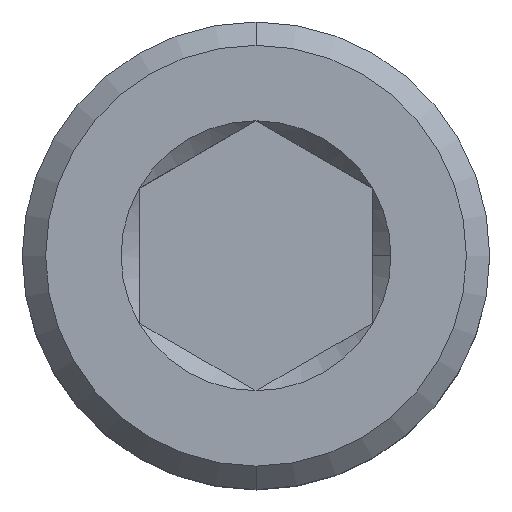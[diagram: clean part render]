
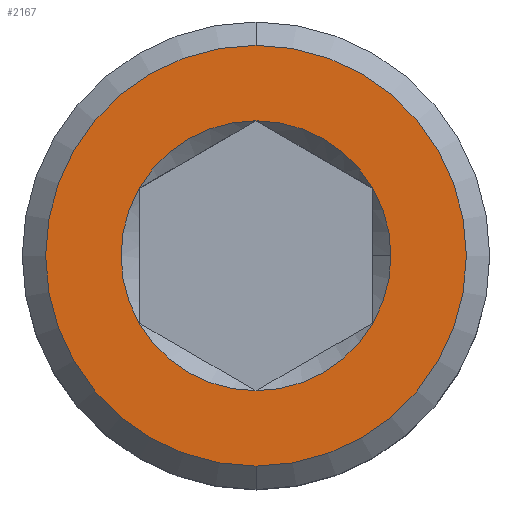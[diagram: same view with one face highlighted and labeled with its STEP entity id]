
A CAD part, top view. The second image highlights one B-rep face of the part: STEP entity #2167.
In plain terms, the highlighted planar face has unit normal (0, 0, 1).
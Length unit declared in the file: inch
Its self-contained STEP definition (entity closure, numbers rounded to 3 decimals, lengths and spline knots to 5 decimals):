
#24 = DIRECTION ( 'NONE',  ( 0., 1., 0. ) ) ;
#274 = DIRECTION ( 'NONE',  ( 0., 1., 0. ) ) ;
#397 = AXIS2_PLACEMENT_3D ( 'NONE', #6946, #5227, #7521 ) ;
#568 = DIRECTION ( 'NONE',  ( 1., 0., 0. ) ) ;
#635 = CIRCLE ( 'NONE', #4033, 0.10825 ) ;
#778 = DIRECTION ( 'NONE',  ( 0., 0., 1. ) ) ;
#790 = DIRECTION ( 'NONE',  ( 0., 0., 1. ) ) ;
#851 = VERTEX_POINT ( 'NONE', #7275 ) ;
#1025 = FACE_BOUND ( 'NONE', #4682, .T. ) ;
#1157 = DIRECTION ( 'NONE',  ( 0., 0., 1. ) ) ;
#1181 = VERTEX_POINT ( 'NONE', #5626 ) ;
#1273 = DIRECTION ( 'NONE',  ( 0., 1., 0. ) ) ;
#1278 = DIRECTION ( 'NONE',  ( 0., 0., -1. ) ) ;
#1301 = DIRECTION ( 'NONE',  ( 0., 0., 1. ) ) ;
#1313 = CARTESIAN_POINT ( 'NONE',  ( 0., 0., 1. ) ) ;
#1341 = CARTESIAN_POINT ( 'NONE',  ( 0., -0.10825, 1. ) ) ;
#1377 = ORIENTED_EDGE ( 'NONE', *, *, #3973, .F. ) ;
#1676 = EDGE_CURVE ( 'NONE', #851, #5009, #4854, .T. ) ;
#1712 = AXIS2_PLACEMENT_3D ( 'NONE', #1313, #778, #4256 ) ;
#1759 = CIRCLE ( 'NONE', #4700, 0.10825 ) ;
#1821 = VERTEX_POINT ( 'NONE', #6111 ) ;
#1880 = CARTESIAN_POINT ( 'NONE',  ( 0., 0., 1. ) ) ;
#1935 = CARTESIAN_POINT ( 'NONE',  ( 0., 0., 1. ) ) ;
#2017 = AXIS2_PLACEMENT_3D ( 'NONE', #5513, #3780, #274 ) ;
#2053 = AXIS2_PLACEMENT_3D ( 'NONE', #1880, #1301, #5351 ) ;
#2148 = AXIS2_PLACEMENT_3D ( 'NONE', #1935, #5989, #6624 ) ;
#2167 = ADVANCED_FACE ( 'NONE', ( #5229, #1025 ), #3016, .F. ) ;
#2388 = DIRECTION ( 'NONE',  ( 1., 0., 0. ) ) ;
#2404 = EDGE_CURVE ( 'NONE', #5690, #1181, #2752, .T. ) ;
#2492 = CARTESIAN_POINT ( 'NONE',  ( 0.09375, 0.05413, 1. ) ) ;
#2661 = EDGE_CURVE ( 'NONE', #4348, #6018, #1759, .T. ) ;
#2725 = ORIENTED_EDGE ( 'NONE', *, *, #4741, .T. ) ;
#2752 = CIRCLE ( 'NONE', #2053, 0.10825 ) ;
#2771 = ORIENTED_EDGE ( 'NONE', *, *, #4865, .F. ) ;
#2847 = CARTESIAN_POINT ( 'NONE',  ( 0., 0.16875, 1. ) ) ;
#2952 = CARTESIAN_POINT ( 'NONE',  ( 0., 0.1875, 1. ) ) ;
#2964 = CARTESIAN_POINT ( 'NONE',  ( 0., 0., 1. ) ) ;
#3016 = PLANE ( 'NONE',  #3080 ) ;
#3026 = EDGE_CURVE ( 'NONE', #1181, #1821, #3107, .T. ) ;
#3080 = AXIS2_PLACEMENT_3D ( 'NONE', #2952, #1278, #24 ) ;
#3107 = CIRCLE ( 'NONE', #1712, 0.10825 ) ;
#3156 = CIRCLE ( 'NONE', #397, 0.10825 ) ;
#3503 = CARTESIAN_POINT ( 'NONE',  ( 0., 0., 1. ) ) ;
#3514 = CARTESIAN_POINT ( 'NONE',  ( -0.09375, -0.05413, 1. ) ) ;
#3530 = CIRCLE ( 'NONE', #2148, 0.10825 ) ;
#3780 = DIRECTION ( 'NONE',  ( 0., 0., 1. ) ) ;
#3973 = EDGE_CURVE ( 'NONE', #6018, #5690, #3530, .T. ) ;
#3977 = DIRECTION ( 'NONE',  ( 1., 0., 0. ) ) ;
#4006 = CARTESIAN_POINT ( 'NONE',  ( 0.09375, -0.05413, 1. ) ) ;
#4033 = AXIS2_PLACEMENT_3D ( 'NONE', #5225, #5801, #3977 ) ;
#4109 = ORIENTED_EDGE ( 'NONE', *, *, #3026, .F. ) ;
#4220 = CARTESIAN_POINT ( 'NONE',  ( 0., 0., 1. ) ) ;
#4256 = DIRECTION ( 'NONE',  ( 1., 0., 0. ) ) ;
#4348 = VERTEX_POINT ( 'NONE', #4006 ) ;
#4682 = EDGE_LOOP ( 'NONE', ( #4109, #5910, #1377, #5264, #5364, #7220, #2771 ) ) ;
#4700 = AXIS2_PLACEMENT_3D ( 'NONE', #2964, #4718, #2388 ) ;
#4718 = DIRECTION ( 'NONE',  ( 0., 0., 1. ) ) ;
#4741 = EDGE_CURVE ( 'NONE', #5009, #851, #5182, .T. ) ;
#4854 = CIRCLE ( 'NONE', #2017, 0.16875 ) ;
#4865 = EDGE_CURVE ( 'NONE', #1821, #6261, #6992, .T. ) ;
#5009 = VERTEX_POINT ( 'NONE', #2847 ) ;
#5145 = AXIS2_PLACEMENT_3D ( 'NONE', #4220, #790, #1273 ) ;
#5182 = CIRCLE ( 'NONE', #5145, 0.16875 ) ;
#5225 = CARTESIAN_POINT ( 'NONE',  ( 0., 0., 1. ) ) ;
#5227 = DIRECTION ( 'NONE',  ( 0., 0., 1. ) ) ;
#5229 = FACE_OUTER_BOUND ( 'NONE', #5676, .T. ) ;
#5264 = ORIENTED_EDGE ( 'NONE', *, *, #2661, .F. ) ;
#5351 = DIRECTION ( 'NONE',  ( 1., 0., 0. ) ) ;
#5364 = ORIENTED_EDGE ( 'NONE', *, *, #7092, .F. ) ;
#5398 = EDGE_CURVE ( 'NONE', #6261, #5795, #3156, .T. ) ;
#5421 = ORIENTED_EDGE ( 'NONE', *, *, #1676, .T. ) ;
#5513 = CARTESIAN_POINT ( 'NONE',  ( 0., 0., 1. ) ) ;
#5626 = CARTESIAN_POINT ( 'NONE',  ( 0., 0.10825, 1. ) ) ;
#5676 = EDGE_LOOP ( 'NONE', ( #2725, #5421 ) ) ;
#5690 = VERTEX_POINT ( 'NONE', #2492 ) ;
#5795 = VERTEX_POINT ( 'NONE', #1341 ) ;
#5801 = DIRECTION ( 'NONE',  ( 0., 0., 1. ) ) ;
#5902 = AXIS2_PLACEMENT_3D ( 'NONE', #3503, #1157, #568 ) ;
#5910 = ORIENTED_EDGE ( 'NONE', *, *, #2404, .F. ) ;
#5989 = DIRECTION ( 'NONE',  ( 0., 0., 1. ) ) ;
#6018 = VERTEX_POINT ( 'NONE', #7477 ) ;
#6111 = CARTESIAN_POINT ( 'NONE',  ( -0.09375, 0.05413, 1. ) ) ;
#6261 = VERTEX_POINT ( 'NONE', #3514 ) ;
#6624 = DIRECTION ( 'NONE',  ( 1., 0., 0. ) ) ;
#6946 = CARTESIAN_POINT ( 'NONE',  ( 0., 0., 1. ) ) ;
#6992 = CIRCLE ( 'NONE', #5902, 0.10825 ) ;
#7092 = EDGE_CURVE ( 'NONE', #5795, #4348, #635, .T. ) ;
#7220 = ORIENTED_EDGE ( 'NONE', *, *, #5398, .F. ) ;
#7275 = CARTESIAN_POINT ( 'NONE',  ( 0., -0.16875, 1. ) ) ;
#7477 = CARTESIAN_POINT ( 'NONE',  ( 0.10825, 0., 1. ) ) ;
#7521 = DIRECTION ( 'NONE',  ( 1., 0., 0. ) ) ;
